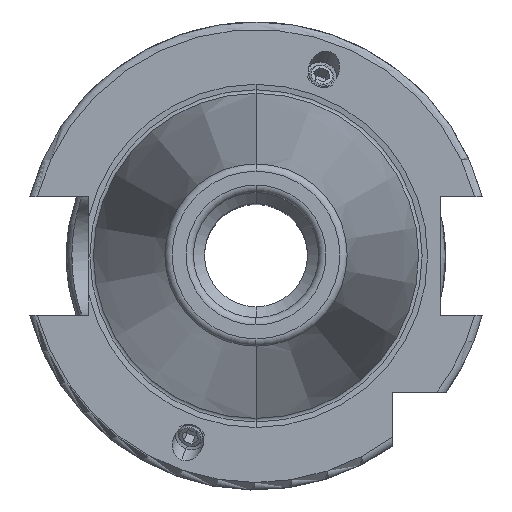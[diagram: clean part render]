
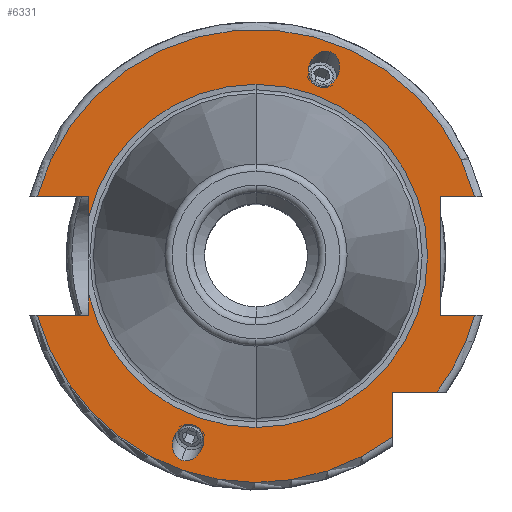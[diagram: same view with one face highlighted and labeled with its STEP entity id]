
A CAD part, top view. The second image highlights one B-rep face of the part: STEP entity #6331.
In plain terms, the highlighted planar face has unit normal (0, 0, 1).
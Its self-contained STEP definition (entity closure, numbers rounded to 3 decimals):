
#1326=CARTESIAN_POINT('',(0,0,18.1));
#1327=DIRECTION('',(0,0,1));
#1328=DIRECTION('',(0,1,0));
#1329=AXIS2_PLACEMENT_3D('',#1326,#1327,#1328);
#1339=CARTESIAN_POINT('',(0,0,18.1));
#1340=DIRECTION('',(0,0,1));
#1341=DIRECTION('',(-0.974,-0.227,0));
#1342=AXIS2_PLACEMENT_3D('',#1339,#1340,#1341);
#2437=DIRECTION('',(1,0,0));
#2438=VECTOR('',#2437,7.004);
#2439=CARTESIAN_POINT('',(-29.704,-8.05,18.1));
#2440=LINE('',#2439,#2438);
#2441=DIRECTION('',(0,1,0));
#2442=VECTOR('',#2441,2.753);
#2443=CARTESIAN_POINT('',(-22.7,-8.05,18.1));
#2444=LINE('',#2443,#2442);
#2445=DIRECTION('',(0,1,0));
#2446=VECTOR('',#2445,2.753);
#2447=CARTESIAN_POINT('',(-22.7,5.297,18.1));
#2448=LINE('',#2447,#2446);
#2449=DIRECTION('',(1,0,0));
#2450=VECTOR('',#2449,7.004);
#2451=CARTESIAN_POINT('',(-29.704,8.05,18.1));
#2452=LINE('',#2451,#2450);
#2453=DIRECTION('',(-1,0,0));
#2454=VECTOR('',#2453,4.704);
#2455=CARTESIAN_POINT('',(29.704,8.05,18.1));
#2456=LINE('',#2455,#2454);
#2457=DIRECTION('',(0,-1,0));
#2458=VECTOR('',#2457,16.1);
#2459=CARTESIAN_POINT('',(25,8.05,18.1));
#2460=LINE('',#2459,#2458);
#2461=DIRECTION('',(-1,0,0));
#2462=VECTOR('',#2461,4.704);
#2463=CARTESIAN_POINT('',(29.704,-8.05,18.1));
#2464=LINE('',#2463,#2462);
#2465=CARTESIAN_POINT('',(0,0,18.1));
#2466=DIRECTION('',(0,0,1));
#2467=DIRECTION('',(0.799,-0.601,0));
#2468=AXIS2_PLACEMENT_3D('',#2465,#2466,#2467);
#2470=DIRECTION('',(-1,0,0));
#2471=VECTOR('',#2470,6.094);
#2472=CARTESIAN_POINT('',(24.594,-18.5,18.1));
#2473=LINE('',#2472,#2471);
#2474=DIRECTION('',(0,1,0));
#2475=VECTOR('',#2474,6.094);
#2476=CARTESIAN_POINT('',(18.5,-24.594,18.1));
#2477=LINE('',#2476,#2475);
#2478=CARTESIAN_POINT('',(10.09,27.723,18.1));
#2479=CARTESIAN_POINT('',(9.863,27.806,18.1));
#2480=CARTESIAN_POINT('',(9.337,27.884,18.1));
#2481=CARTESIAN_POINT('',(8.455,27.594,18.1));
#2482=CARTESIAN_POINT('',(7.834,27.033,18.1));
#2483=CARTESIAN_POINT('',(7.483,26.49,18.1));
#2484=CARTESIAN_POINT('',(7.298,26.077,18.1));
#2485=CARTESIAN_POINT('',(7.174,25.641,18.1));
#2486=CARTESIAN_POINT('',(7.094,25.,18.1));
#2487=CARTESIAN_POINT('',(7.208,24.17,18.1));
#2488=CARTESIAN_POINT('',(7.698,23.381,18.1));
#2489=CARTESIAN_POINT('',(8.152,23.103,18.1));
#2490=CARTESIAN_POINT('',(8.379,23.02,18.1));
#2492=CARTESIAN_POINT('',(8.379,23.02,18.1));
#2493=CARTESIAN_POINT('',(8.606,22.937,18.1));
#2494=CARTESIAN_POINT('',(9.133,22.859,18.1));
#2495=CARTESIAN_POINT('',(10.014,23.149,18.1));
#2496=CARTESIAN_POINT('',(10.635,23.711,18.1));
#2497=CARTESIAN_POINT('',(10.986,24.253,18.1));
#2498=CARTESIAN_POINT('',(11.171,24.667,18.1));
#2499=CARTESIAN_POINT('',(11.295,25.103,18.1));
#2500=CARTESIAN_POINT('',(11.375,25.744,18.1));
#2501=CARTESIAN_POINT('',(11.261,26.573,18.1));
#2502=CARTESIAN_POINT('',(10.771,27.362,18.1));
#2503=CARTESIAN_POINT('',(10.318,27.641,18.1));
#2504=CARTESIAN_POINT('',(10.09,27.723,18.1));
#2506=CARTESIAN_POINT('',(-10.09,-27.723,18.1));
#2507=CARTESIAN_POINT('',(-10.318,-27.641,18.1));
#2508=CARTESIAN_POINT('',(-10.771,-27.362,18.1));
#2509=CARTESIAN_POINT('',(-11.261,-26.573,18.1));
#2510=CARTESIAN_POINT('',(-11.375,-25.744,18.1));
#2511=CARTESIAN_POINT('',(-11.295,-25.103,18.1));
#2512=CARTESIAN_POINT('',(-11.171,-24.667,18.1));
#2513=CARTESIAN_POINT('',(-10.986,-24.253,18.1));
#2514=CARTESIAN_POINT('',(-10.635,-23.711,18.1));
#2515=CARTESIAN_POINT('',(-10.014,-23.149,18.1));
#2516=CARTESIAN_POINT('',(-9.133,-22.859,18.1));
#2517=CARTESIAN_POINT('',(-8.606,-22.937,18.1));
#2518=CARTESIAN_POINT('',(-8.379,-23.02,18.1));
#2520=CARTESIAN_POINT('',(-8.379,-23.02,18.1));
#2521=CARTESIAN_POINT('',(-8.152,-23.103,18.1));
#2522=CARTESIAN_POINT('',(-7.698,-23.381,18.1));
#2523=CARTESIAN_POINT('',(-7.208,-24.17,18.1));
#2524=CARTESIAN_POINT('',(-7.094,-25.,18.1));
#2525=CARTESIAN_POINT('',(-7.174,-25.641,18.1));
#2526=CARTESIAN_POINT('',(-7.298,-26.077,18.1));
#2527=CARTESIAN_POINT('',(-7.483,-26.49,18.1));
#2528=CARTESIAN_POINT('',(-7.834,-27.033,18.1));
#2529=CARTESIAN_POINT('',(-8.455,-27.594,18.1));
#2530=CARTESIAN_POINT('',(-9.337,-27.884,18.1));
#2531=CARTESIAN_POINT('',(-9.863,-27.806,18.1));
#2532=CARTESIAN_POINT('',(-10.09,-27.723,18.1));
#2534=CARTESIAN_POINT('',(0,0,18.1));
#2535=DIRECTION('',(0,0,-1));
#2536=DIRECTION('',(0,1,0));
#2537=AXIS2_PLACEMENT_3D('',#2534,#2535,#2536);
#2562=CARTESIAN_POINT('',(0,0,18.1));
#2563=DIRECTION('',(0,0,1));
#2564=DIRECTION('',(0.965,0.262,0));
#2565=AXIS2_PLACEMENT_3D('',#2562,#2563,#2564);
#2613=CARTESIAN_POINT('',(0,0,18.1));
#2614=DIRECTION('',(0,0,1));
#2615=DIRECTION('',(-0.965,-0.262,0));
#2616=AXIS2_PLACEMENT_3D('',#2613,#2614,#2615);
#3192=CARTESIAN_POINT('',(-29.704,-8.05,18.1));
#3193=CARTESIAN_POINT('',(-22.7,-8.05,18.1));
#3194=VERTEX_POINT('',#3192);
#3195=VERTEX_POINT('',#3193);
#3196=CARTESIAN_POINT('',(-22.7,-5.297,18.1));
#3197=VERTEX_POINT('',#3196);
#3198=CARTESIAN_POINT('',(-22.7,5.297,18.1));
#3199=CARTESIAN_POINT('',(-22.7,8.05,18.1));
#3200=VERTEX_POINT('',#3198);
#3201=VERTEX_POINT('',#3199);
#3202=CARTESIAN_POINT('',(-29.704,8.05,18.1));
#3203=VERTEX_POINT('',#3202);
#3204=CARTESIAN_POINT('',(25,8.05,18.1));
#3205=CARTESIAN_POINT('',(25,-8.05,18.1));
#3206=VERTEX_POINT('',#3204);
#3207=VERTEX_POINT('',#3205);
#3208=CARTESIAN_POINT('',(29.704,-8.05,18.1));
#3209=VERTEX_POINT('',#3208);
#3210=CARTESIAN_POINT('',(29.704,8.05,18.1));
#3211=VERTEX_POINT('',#3210);
#3212=CARTESIAN_POINT('',(18.5,-24.594,18.1));
#3213=CARTESIAN_POINT('',(18.5,-18.5,18.1));
#3214=VERTEX_POINT('',#3212);
#3215=VERTEX_POINT('',#3213);
#3216=CARTESIAN_POINT('',(24.594,-18.5,18.1));
#3217=VERTEX_POINT('',#3216);
#3266=VERTEX_POINT('',#2478);
#3267=VERTEX_POINT('',#2490);
#3311=CARTESIAN_POINT('',(-10.09,-27.723,18.1));
#3313=VERTEX_POINT('',#3311);
#3314=CARTESIAN_POINT('',(-8.379,-23.02,18.1));
#3315=VERTEX_POINT('',#3314);
#3356=CARTESIAN_POINT('',(0,23.31,18.1));
#3357=VERTEX_POINT('',#3356);
#3358=CARTESIAN_POINT('',(0,-23.31,18.1));
#3359=VERTEX_POINT('',#3358);
#6293=CARTESIAN_POINT('',(0,0,18.1));
#6294=DIRECTION('',(0,0,-1));
#6295=DIRECTION('',(0,-1,0));
#6296=AXIS2_PLACEMENT_3D('',#6293,#6294,#6295);
#6297=PLANE('',#6296);
#6298=ORIENTED_EDGE('',*,*,#5243,.T.);
#6299=ORIENTED_EDGE('',*,*,#5230,.T.);
#6300=ORIENTED_EDGE('',*,*,#5211,.T.);
#6302=ORIENTED_EDGE('',*,*,#6301,.F.);
#6303=ORIENTED_EDGE('',*,*,#5204,.T.);
#6304=ORIENTED_EDGE('',*,*,#5227,.T.);
#6305=ORIENTED_EDGE('',*,*,#6242,.F.);
#6307=ORIENTED_EDGE('',*,*,#6306,.F.);
#6308=ORIENTED_EDGE('',*,*,#6279,.T.);
#6309=ORIENTED_EDGE('',*,*,#5376,.T.);
#6310=ORIENTED_EDGE('',*,*,#5609,.F.);
#6312=ORIENTED_EDGE('',*,*,#6311,.F.);
#6313=ORIENTED_EDGE('',*,*,#5960,.T.);
#6314=ORIENTED_EDGE('',*,*,#5870,.F.);
#6316=ORIENTED_EDGE('',*,*,#6315,.F.);
#6317=EDGE_LOOP('',(#6298,#6299,#6300,#6302,#6303,#6304,#6305,#6307,#6308,#6309,
#6310,#6312,#6313,#6314,#6316));
#6318=FACE_OUTER_BOUND('',#6317,.F.);
#6320=ORIENTED_EDGE('',*,*,#6319,.T.);
#6322=ORIENTED_EDGE('',*,*,#6321,.T.);
#6323=EDGE_LOOP('',(#6320,#6322));
#6324=FACE_BOUND('',#6323,.F.);
#6326=ORIENTED_EDGE('',*,*,#6325,.F.);
#6328=ORIENTED_EDGE('',*,*,#6327,.F.);
#6329=EDGE_LOOP('',(#6326,#6328));
#6330=FACE_BOUND('',#6329,.F.);
#6331=ADVANCED_FACE('',(#6318,#6324,#6330),#6297,.F.);
#1330=CIRCLE('',#1329,23.31);
#1343=CIRCLE('',#1342,23.31);
#2469=CIRCLE('',#2468,30.775);
#2491=B_SPLINE_CURVE_WITH_KNOTS('',3,(#2478,#2479,#2480,#2481,#2482,#2483,#2484,
#2485,#2486,#2487,#2488,#2489,#2490),.UNSPECIFIED.,.F.,.F.,(4,1,1,1,1,1,1,1,1,1,
4),(0,0.125,0.25,0.375,0.438,0.5,0.563,0.625,0.75,0.875,
1.0),.UNSPECIFIED.);
#2505=B_SPLINE_CURVE_WITH_KNOTS('',3,(#2492,#2493,#2494,#2495,#2496,#2497,#2498,
#2499,#2500,#2501,#2502,#2503,#2504),.UNSPECIFIED.,.F.,.F.,(4,1,1,1,1,1,1,1,1,1,
4),(0,0.125,0.25,0.375,0.438,0.5,0.563,0.625,0.75,0.875,
1.0),.UNSPECIFIED.);
#2519=B_SPLINE_CURVE_WITH_KNOTS('',3,(#2506,#2507,#2508,#2509,#2510,#2511,#2512,
#2513,#2514,#2515,#2516,#2517,#2518),.UNSPECIFIED.,.F.,.F.,(4,1,1,1,1,1,1,1,1,1,
4),(0,0.125,0.25,0.375,0.438,0.5,0.563,0.625,0.75,0.875,
1.0),.UNSPECIFIED.);
#2533=B_SPLINE_CURVE_WITH_KNOTS('',3,(#2520,#2521,#2522,#2523,#2524,#2525,#2526,
#2527,#2528,#2529,#2530,#2531,#2532),.UNSPECIFIED.,.F.,.F.,(4,1,1,1,1,1,1,1,1,1,
4),(0,0.125,0.25,0.375,0.438,0.5,0.563,0.625,0.75,0.875,
1.0),.UNSPECIFIED.);
#2538=CIRCLE('',#2537,23.31);
#2566=CIRCLE('',#2565,30.775);
#2617=CIRCLE('',#2616,30.775);
#5204=EDGE_CURVE('',#3357,#3200,#1330,.T.);
#5211=EDGE_CURVE('',#3197,#3359,#1343,.T.);
#5227=EDGE_CURVE('',#3200,#3201,#2448,.T.);
#5230=EDGE_CURVE('',#3195,#3197,#2444,.T.);
#5243=EDGE_CURVE('',#3194,#3195,#2440,.T.);
#5376=EDGE_CURVE('',#3206,#3207,#2460,.T.);
#5609=EDGE_CURVE('',#3209,#3207,#2464,.T.);
#5870=EDGE_CURVE('',#3214,#3215,#2477,.T.);
#5960=EDGE_CURVE('',#3217,#3215,#2473,.T.);
#6242=EDGE_CURVE('',#3203,#3201,#2452,.T.);
#6279=EDGE_CURVE('',#3211,#3206,#2456,.T.);
#6301=EDGE_CURVE('',#3357,#3359,#2538,.T.);
#6306=EDGE_CURVE('',#3211,#3203,#2566,.T.);
#6311=EDGE_CURVE('',#3217,#3209,#2469,.T.);
#6315=EDGE_CURVE('',#3194,#3214,#2617,.T.);
#6319=EDGE_CURVE('',#3266,#3267,#2491,.T.);
#6321=EDGE_CURVE('',#3267,#3266,#2505,.T.);
#6325=EDGE_CURVE('',#3313,#3315,#2519,.T.);
#6327=EDGE_CURVE('',#3315,#3313,#2533,.T.);
